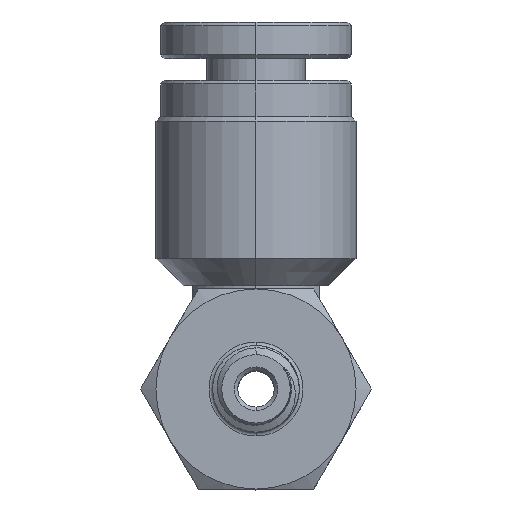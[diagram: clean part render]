
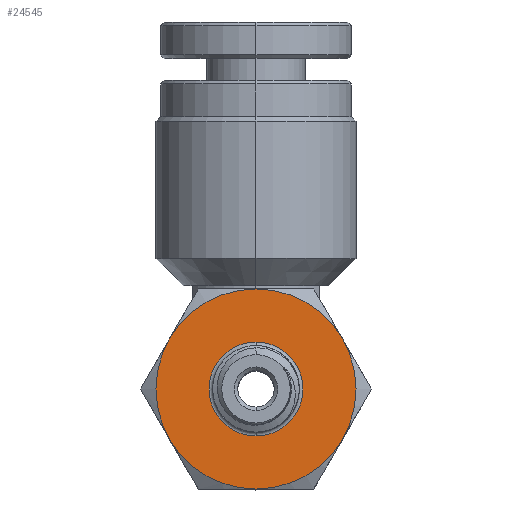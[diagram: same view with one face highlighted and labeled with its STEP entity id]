
A CAD part, top view. The second image highlights one B-rep face of the part: STEP entity #24545.
In plain terms, the highlighted planar face has unit normal (0, 0, 1).
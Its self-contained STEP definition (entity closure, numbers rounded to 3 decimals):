
#144 = DIRECTION ( 'NONE',  ( 0., 1., 0. ) ) ;
#866 = ORIENTED_EDGE ( 'NONE', *, *, #22625, .T. ) ;
#1683 = DIRECTION ( 'NONE',  ( 0., 0., -1. ) ) ;
#1995 = FACE_BOUND ( 'NONE', #27273, .T. ) ;
#2132 = ORIENTED_EDGE ( 'NONE', *, *, #23901, .F. ) ;
#2597 = EDGE_CURVE ( 'NONE', #11707, #29374, #28061, .T. ) ;
#2868 = CIRCLE ( 'NONE', #29422, 5.5 ) ;
#3242 = AXIS2_PLACEMENT_3D ( 'NONE', #6085, #25246, #8839 ) ;
#3342 = VERTEX_POINT ( 'NONE', #15855 ) ;
#3818 = CARTESIAN_POINT ( 'NONE',  ( 0., 0., 10.76 ) ) ;
#5263 = AXIS2_PLACEMENT_3D ( 'NONE', #3818, #23023, #6623 ) ;
#5770 = CIRCLE ( 'NONE', #5263, 2.581 ) ;
#6005 = CIRCLE ( 'NONE', #12033, 5.5 ) ;
#6052 = EDGE_CURVE ( 'NONE', #7682, #29374, #15493, .T. ) ;
#6085 = CARTESIAN_POINT ( 'NONE',  ( 0., 0., 10.76 ) ) ;
#6235 = EDGE_LOOP ( 'NONE', ( #15344, #7754, #2132, #33841, #10316, #12051 ) ) ;
#6449 = CARTESIAN_POINT ( 'NONE',  ( 0., -5.5, 10.76 ) ) ;
#6623 = DIRECTION ( 'NONE',  ( 0., 1., 0. ) ) ;
#6796 = AXIS2_PLACEMENT_3D ( 'NONE', #12381, #31456, #15097 ) ;
#7265 = DIRECTION ( 'NONE',  ( 0., 0., -1. ) ) ;
#7395 = DIRECTION ( 'NONE',  ( 0., 0., -1. ) ) ;
#7682 = VERTEX_POINT ( 'NONE', #6449 ) ;
#7754 = ORIENTED_EDGE ( 'NONE', *, *, #23150, .F. ) ;
#8111 = CARTESIAN_POINT ( 'NONE',  ( -4.763, -2.75, 10.76 ) ) ;
#8839 = DIRECTION ( 'NONE',  ( 0., -1., 0. ) ) ;
#9016 = VERTEX_POINT ( 'NONE', #34121 ) ;
#9215 = VERTEX_POINT ( 'NONE', #18954 ) ;
#10316 = ORIENTED_EDGE ( 'NONE', *, *, #6052, .T. ) ;
#10649 = DIRECTION ( 'NONE',  ( 0., 0., -1. ) ) ;
#11707 = VERTEX_POINT ( 'NONE', #24338 ) ;
#12033 = AXIS2_PLACEMENT_3D ( 'NONE', #14781, #33846, #17506 ) ;
#12051 = ORIENTED_EDGE ( 'NONE', *, *, #2597, .F. ) ;
#12381 = CARTESIAN_POINT ( 'NONE',  ( 0., 0., 10.76 ) ) ;
#12849 = PLANE ( 'NONE',  #34876 ) ;
#14781 = CARTESIAN_POINT ( 'NONE',  ( 0., 0., 10.76 ) ) ;
#15097 = DIRECTION ( 'NONE',  ( 0., 1., 0. ) ) ;
#15344 = ORIENTED_EDGE ( 'NONE', *, *, #22884, .F. ) ;
#15493 = CIRCLE ( 'NONE', #3242, 5.5 ) ;
#15855 = CARTESIAN_POINT ( 'NONE',  ( 0., 5.5, 10.76 ) ) ;
#16280 = CARTESIAN_POINT ( 'NONE',  ( 4.763, -2.75, 10.76 ) ) ;
#16644 = DIRECTION ( 'NONE',  ( 0., 0., -1. ) ) ;
#16840 = CIRCLE ( 'NONE', #23423, 5.5 ) ;
#17306 = CIRCLE ( 'NONE', #21118, 5.5 ) ;
#17490 = FACE_OUTER_BOUND ( 'NONE', #6235, .T. ) ;
#17506 = DIRECTION ( 'NONE',  ( 0., 1., 0. ) ) ;
#18174 = CARTESIAN_POINT ( 'NONE',  ( 0., 0., 10.76 ) ) ;
#18661 = EDGE_CURVE ( 'NONE', #7682, #33728, #2868, .T. ) ;
#18818 = CARTESIAN_POINT ( 'NONE',  ( -4.763, 2.75, 10.76 ) ) ;
#18954 = CARTESIAN_POINT ( 'NONE',  ( 0., 2.581, 10.76 ) ) ;
#19069 = CIRCLE ( 'NONE', #28856, 2.581 ) ;
#20914 = DIRECTION ( 'NONE',  ( 0., 1., 0. ) ) ;
#21118 = AXIS2_PLACEMENT_3D ( 'NONE', #32998, #16644, #144 ) ;
#22625 = EDGE_CURVE ( 'NONE', #9215, #9016, #5770, .T. ) ;
#22884 = EDGE_CURVE ( 'NONE', #3342, #11707, #17306, .T. ) ;
#23023 = DIRECTION ( 'NONE',  ( 0., 0., -1. ) ) ;
#23150 = EDGE_CURVE ( 'NONE', #29397, #3342, #16840, .T. ) ;
#23423 = AXIS2_PLACEMENT_3D ( 'NONE', #27023, #10649, #29781 ) ;
#23670 = CARTESIAN_POINT ( 'NONE',  ( 0., 0., 10.76 ) ) ;
#23810 = CARTESIAN_POINT ( 'NONE',  ( 0., 0., 10.76 ) ) ;
#23901 = EDGE_CURVE ( 'NONE', #33728, #29397, #6005, .T. ) ;
#24338 = CARTESIAN_POINT ( 'NONE',  ( 4.763, 2.75, 10.76 ) ) ;
#24545 = ADVANCED_FACE ( 'NONE', ( #1995, #17490 ), #12849, .F. ) ;
#24959 = ORIENTED_EDGE ( 'NONE', *, *, #34460, .T. ) ;
#25246 = DIRECTION ( 'NONE',  ( 0., 0., 1. ) ) ;
#26425 = DIRECTION ( 'NONE',  ( 0., 1., 0. ) ) ;
#26545 = DIRECTION ( 'NONE',  ( 0., 1., 0. ) ) ;
#27023 = CARTESIAN_POINT ( 'NONE',  ( 0., 0., 10.76 ) ) ;
#27273 = EDGE_LOOP ( 'NONE', ( #866, #24959 ) ) ;
#28061 = CIRCLE ( 'NONE', #6796, 5.5 ) ;
#28856 = AXIS2_PLACEMENT_3D ( 'NONE', #18174, #1683, #20914 ) ;
#29374 = VERTEX_POINT ( 'NONE', #16280 ) ;
#29397 = VERTEX_POINT ( 'NONE', #18818 ) ;
#29422 = AXIS2_PLACEMENT_3D ( 'NONE', #23670, #7265, #26425 ) ;
#29781 = DIRECTION ( 'NONE',  ( 0., 1., 0. ) ) ;
#31456 = DIRECTION ( 'NONE',  ( 0., 0., -1. ) ) ;
#32998 = CARTESIAN_POINT ( 'NONE',  ( 0., 0., 10.76 ) ) ;
#33728 = VERTEX_POINT ( 'NONE', #8111 ) ;
#33841 = ORIENTED_EDGE ( 'NONE', *, *, #18661, .F. ) ;
#33846 = DIRECTION ( 'NONE',  ( 0., 0., -1. ) ) ;
#34121 = CARTESIAN_POINT ( 'NONE',  ( 0., -2.581, 10.76 ) ) ;
#34460 = EDGE_CURVE ( 'NONE', #9016, #9215, #19069, .T. ) ;
#34876 = AXIS2_PLACEMENT_3D ( 'NONE', #23810, #7395, #26545 ) ;
